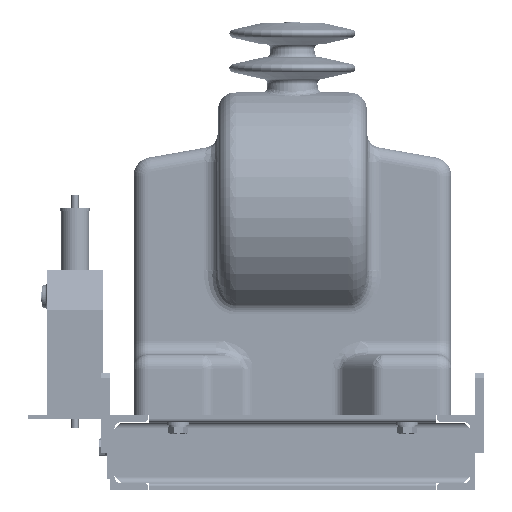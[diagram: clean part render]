
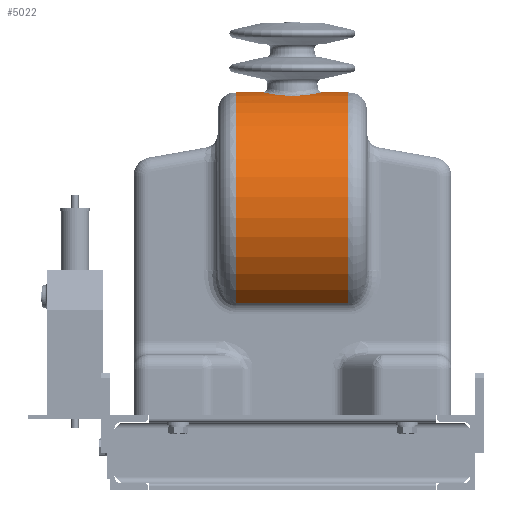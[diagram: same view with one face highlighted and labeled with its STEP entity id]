
A CAD part, front view. The second image highlights one B-rep face of the part: STEP entity #5022.
In plain terms, the highlighted cylindrical face has radius 125 mm (diameter 250 mm), a partial arc.
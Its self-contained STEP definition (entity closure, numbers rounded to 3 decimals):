
#5022=ADVANCED_FACE('',(#15611,#15613),#15615,.T.);
#15611=FACE_BOUND('',#15612,.T.);
#15612=EDGE_LOOP('',(#25784,#25785,#25786,#25787));
#15613=FACE_BOUND('',#15614,.T.);
#15614=EDGE_LOOP('',(#25788));
#15615=CYLINDRICAL_SURFACE('',#15616,125.);
#15616=AXIS2_PLACEMENT_3D('',#15617,#15618,#15619);
#15617=CARTESIAN_POINT('',(-80.,67.5,-52.));
#15618=DIRECTION('',(1.,0.,0.));
#15619=DIRECTION('',(0.,0.,1.));
#25784=ORIENTED_EDGE('',*,*,#31163,.T.);
#25785=ORIENTED_EDGE('',*,*,#31164,.T.);
#25786=ORIENTED_EDGE('',*,*,#31165,.T.);
#25787=ORIENTED_EDGE('',*,*,#31166,.F.);
#25788=ORIENTED_EDGE('',*,*,#31162,.F.);
#31162=EDGE_CURVE('',#34397,#34397,#34398,.T.);
#31163=EDGE_CURVE('',#34399,#34400,#34401,.F.);
#31164=EDGE_CURVE('',#34400,#34402,#34403,.T.);
#31165=EDGE_CURVE('',#34402,#34404,#34405,.T.);
#31166=EDGE_CURVE('',#34399,#34404,#34406,.T.);
#34397=VERTEX_POINT('',#41498);
#34398=B_SPLINE_CURVE_WITH_KNOTS('',3,
(#41499,#41500,#41501,#41502,#41503,#41504,#41505,#41506,#41507,#41508,#41509,#41510,
#41511,#41512,#41513,#41514,#41515,#41516,#41517,#41518,#41519,#41520,#41521,#41522,
#41523,#41524,#41525,#41526,#41527,#41528,#41529,#41530,#41531,#41532,#41533,#41534,
#41535,#41536,#41537,#41538,#41539,#41540,#41541,#41542,#41543,#41544,#41545,#41546,
#41547,#41548,#41549,#41550,#41551,#41552,#41553,#41554,#41555,#41556,#41557,#41558,
#41559),
.UNSPECIFIED.,.T.,.F.,
(4,1,1,1,1,1,1,1,1,1,1,1,1,1,1,1,1,1,1,1,1,1,1,1,1,1,1,1,1,1,1,1,1,1,1,1,1,1,1,1,
1,1,1,1,1,1,1,1,1,1,1,1,1,1,1,1,1,1,4),
(0.,0.017,0.035,0.053,0.073,
0.093,0.115,0.137,0.158,0.175,
0.19,0.204,0.219,0.235,0.251,
0.268,0.285,0.303,0.323,0.344,
0.365,0.387,0.408,0.428,0.448,
0.466,0.484,0.502,0.52,0.539,
0.558,0.578,0.6,0.622,0.643,
0.663,0.682,0.7,0.716,0.729,
0.739,0.75,0.76,0.772,0.785,
0.796,0.806,0.815,0.825,0.84,
0.86,0.882,0.904,0.925,0.945,
0.964,0.981,0.992,1.),
.UNSPECIFIED.);
#34399=VERTEX_POINT('',#41560);
#34400=VERTEX_POINT('',#41561);
#34401=LINE('',#41562,#41563);
#34402=VERTEX_POINT('',#41565);
#34403=CIRCLE('',#41566,125.);
#34404=VERTEX_POINT('',#41570);
#34405=LINE('',#41571,#41572);
#34406=CIRCLE('',#41574,125.);
#41498=CARTESIAN_POINT('',(32.082,67.5,73.));
#41499=CARTESIAN_POINT('',(32.082,67.5,73.));
#41500=CARTESIAN_POINT('',(32.082,68.621,73.));
#41501=CARTESIAN_POINT('',(31.955,70.91,72.969));
#41502=CARTESIAN_POINT('',(31.366,74.368,72.827));
#41503=CARTESIAN_POINT('',(30.33,77.892,72.584));
#41504=CARTESIAN_POINT('',(28.8,81.427,72.239));
#41505=CARTESIAN_POINT('',(26.73,84.909,71.798));
#41506=CARTESIAN_POINT('',(24.088,88.25,71.28));
#41507=CARTESIAN_POINT('',(20.994,91.211,70.741));
#41508=CARTESIAN_POINT('',(17.744,93.574,70.256));
#41509=CARTESIAN_POINT('',(14.71,95.277,69.877));
#41510=CARTESIAN_POINT('',(11.914,96.507,69.589));
#41511=CARTESIAN_POINT('',(9.111,97.457,69.358));
#41512=CARTESIAN_POINT('',(6.13,98.171,69.179));
#41513=CARTESIAN_POINT('',(2.953,98.614,69.066));
#41514=CARTESIAN_POINT('',(-0.298,98.747,69.031));
#41515=CARTESIAN_POINT('',(-3.644,98.55,69.082));
#41516=CARTESIAN_POINT('',(-7.083,97.99,69.225));
#41517=CARTESIAN_POINT('',(-10.628,97.008,69.469));
#41518=CARTESIAN_POINT('',(-14.249,95.538,69.819));
#41519=CARTESIAN_POINT('',(-17.835,93.537,70.266));
#41520=CARTESIAN_POINT('',(-21.243,91.,70.782));
#41521=CARTESIAN_POINT('',(-24.282,88.027,71.317));
#41522=CARTESIAN_POINT('',(-26.85,84.731,71.823));
#41523=CARTESIAN_POINT('',(-28.878,81.271,72.256));
#41524=CARTESIAN_POINT('',(-30.385,77.736,72.597));
#41525=CARTESIAN_POINT('',(-31.404,74.207,72.837));
#41526=CARTESIAN_POINT('',(-31.985,70.67,72.976));
#41527=CARTESIAN_POINT('',(-32.149,67.115,73.016));
#41528=CARTESIAN_POINT('',(-31.892,63.52,72.954));
#41529=CARTESIAN_POINT('',(-31.19,59.885,72.786));
#41530=CARTESIAN_POINT('',(-30.003,56.227,72.509));
#41531=CARTESIAN_POINT('',(-28.274,52.572,72.123));
#41532=CARTESIAN_POINT('',(-25.979,49.035,71.645));
#41533=CARTESIAN_POINT('',(-23.179,45.798,71.115));
#41534=CARTESIAN_POINT('',(-20.023,43.018,70.588));
#41535=CARTESIAN_POINT('',(-16.707,40.781,70.116));
#41536=CARTESIAN_POINT('',(-13.313,39.044,69.721));
#41537=CARTESIAN_POINT('',(-10.054,37.818,69.426));
#41538=CARTESIAN_POINT('',(-7.047,37.027,69.229));
#41539=CARTESIAN_POINT('',(-4.481,36.583,69.116));
#41540=CARTESIAN_POINT('',(-2.203,36.357,69.058));
#41541=CARTESIAN_POINT('',(-0.076,36.283,69.039));
#41542=CARTESIAN_POINT('',(2.137,36.35,69.056));
#41543=CARTESIAN_POINT('',(4.479,36.581,69.116));
#41544=CARTESIAN_POINT('',(6.859,36.997,69.222));
#41545=CARTESIAN_POINT('',(9.068,37.554,69.361));
#41546=CARTESIAN_POINT('',(10.983,38.173,69.512));
#41547=CARTESIAN_POINT('',(12.772,38.866,69.677));
#41548=CARTESIAN_POINT('',(14.836,39.806,69.895));
#41549=CARTESIAN_POINT('',(17.461,41.259,70.219));
#41550=CARTESIAN_POINT('',(20.58,43.454,70.675));
#41551=CARTESIAN_POINT('',(23.705,46.334,71.209));
#41552=CARTESIAN_POINT('',(26.449,49.682,71.74));
#41553=CARTESIAN_POINT('',(28.621,53.219,72.199));
#41554=CARTESIAN_POINT('',(30.22,56.804,72.559));
#41555=CARTESIAN_POINT('',(31.28,60.288,72.807));
#41556=CARTESIAN_POINT('',(31.839,63.338,72.941));
#41557=CARTESIAN_POINT('',(32.049,65.711,72.992));
#41558=CARTESIAN_POINT('',(32.082,66.993,73.));
#41559=CARTESIAN_POINT('',(32.082,67.5,73.));
#41560=CARTESIAN_POINT('',(60.,141.161,-152.991));
#41561=CARTESIAN_POINT('',(-60.,141.161,-152.991));
#41562=CARTESIAN_POINT('',(-60.,141.161,-152.991));
#41563=VECTOR('',#41564,1.);
#41564=DIRECTION('',(1.,0.,0.));
#41565=CARTESIAN_POINT('',(-60.,-6.161,-152.991));
#41566=AXIS2_PLACEMENT_3D('',#41567,#41568,#41569);
#41567=CARTESIAN_POINT('',(-60.,67.5,-52.));
#41568=DIRECTION('',(1.,-0.,0.));
#41569=DIRECTION('',(0.,0.589,-0.808));
#41570=CARTESIAN_POINT('',(60.,-6.161,-152.991));
#41571=CARTESIAN_POINT('',(-60.,-6.161,-152.991));
#41572=VECTOR('',#41573,1.);
#41573=DIRECTION('',(1.,0.,0.));
#41574=AXIS2_PLACEMENT_3D('',#41575,#41576,#41577);
#41575=CARTESIAN_POINT('',(60.,67.5,-52.));
#41576=DIRECTION('',(1.,-0.,0.));
#41577=DIRECTION('',(0.,0.589,-0.808));
